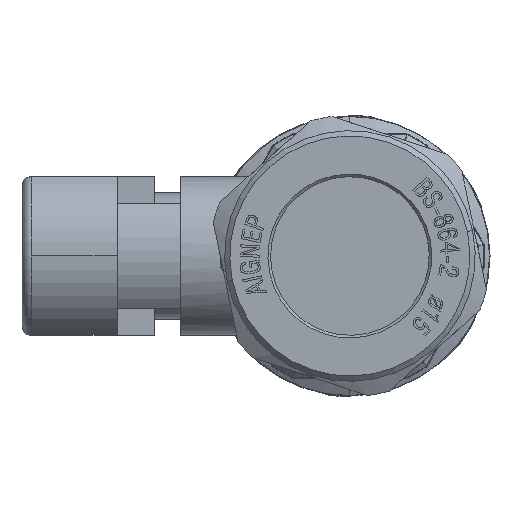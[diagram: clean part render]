
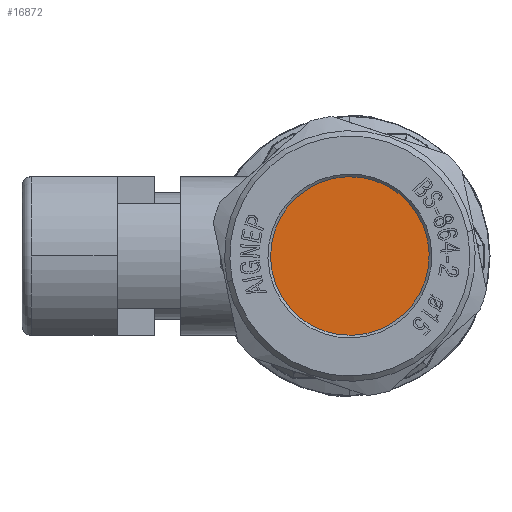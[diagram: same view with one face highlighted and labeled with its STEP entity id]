
A CAD part, left-side view. The second image highlights one B-rep face of the part: STEP entity #16872.
In plain terms, the highlighted planar face has unit normal (-1, 0, 0).
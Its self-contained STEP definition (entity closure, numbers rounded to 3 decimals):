
#5493 = ORIENTED_EDGE ( 'NONE', *, *, #6433, .T. ) ;
#5496 = ORIENTED_EDGE ( 'NONE', *, *, #47378, .T. ) ;
#6433 = EDGE_CURVE ( 'NONE', #36021, #36037, #18635, .T. ) ;
#8072 = AXIS2_PLACEMENT_3D ( 'NONE', #26925, #26926, #26927 ) ;
#10469 = CARTESIAN_POINT ( 'NONE',  ( -26.342, -1.523, -7.344 ) ) ;
#10485 = CARTESIAN_POINT ( 'NONE',  ( -26.342, 1.523, 7.344 ) ) ;
#16872 = ADVANCED_FACE ( 'NONE', ( #42629 ), #19660, .F. ) ;
#17510 = AXIS2_PLACEMENT_3D ( 'NONE', #20206, #20207, #20208 ) ;
#18635 = CIRCLE ( 'NONE', #17510, 7.5 ) ;
#19660 = PLANE ( 'NONE',  #43853 ) ;
#19661 = CARTESIAN_POINT ( 'NONE',  ( -26.342, 0., 0. ) ) ;
#19666 = DIRECTION ( 'NONE',  ( 1., 0., 0. ) ) ;
#19667 = DIRECTION ( 'NONE',  ( 0., 1., 0. ) ) ;
#20206 = CARTESIAN_POINT ( 'NONE',  ( -26.342, 0., 0. ) ) ;
#20207 = DIRECTION ( 'NONE',  ( -1., 0., 0. ) ) ;
#20208 = DIRECTION ( 'NONE',  ( 0., 1., 0. ) ) ;
#22619 = CIRCLE ( 'NONE', #8072, 7.5 ) ;
#26925 = CARTESIAN_POINT ( 'NONE',  ( -26.342, 0., 0. ) ) ;
#26926 = DIRECTION ( 'NONE',  ( -1., 0., 0. ) ) ;
#26927 = DIRECTION ( 'NONE',  ( 0., 1., 0. ) ) ;
#36021 = VERTEX_POINT ( 'NONE', #10469 ) ;
#36037 = VERTEX_POINT ( 'NONE', #10485 ) ;
#42629 = FACE_OUTER_BOUND ( 'NONE', #45833, .T. ) ;
#43853 = AXIS2_PLACEMENT_3D ( 'NONE', #19661, #19666, #19667 ) ;
#45833 = EDGE_LOOP ( 'NONE', ( #5493, #5496 ) ) ;
#47378 = EDGE_CURVE ( 'NONE', #36037, #36021, #22619, .T. ) ;
